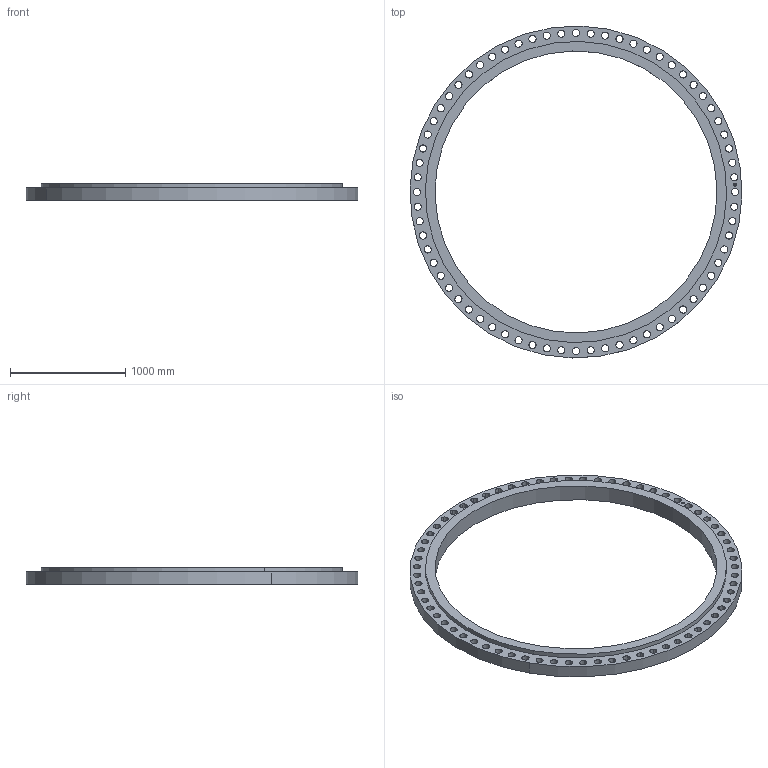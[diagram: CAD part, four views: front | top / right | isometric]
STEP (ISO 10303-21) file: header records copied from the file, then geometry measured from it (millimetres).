
FILE_DESCRIPTION(('3D STEP'),'2;1');
FILE_NAME('96-4E-HUB-FF-AWWA-FLANGE.stp','2013-09-22T23:19:46+00:00',('Texas Flange'),(''),'CATIA Version 5 Release 20 SP 6 (IN-10)','CATIA V5 STEP AP214','800-826-3801');
FILE_SCHEMA(('AUTOMOTIVE_DESIGN { 1 0 10303 214 1 1 1 1 }'));
Length unit declared in the file: inch
Products named in the file (1): 96-4E-HUB-FF-AWWA-FLANGE
Bounding box: 2875.75 x 2875.75 x 146.05 mm (x, y, z)
Volume: 198528542.1 mm3; surface area: 7048512.8 mm2
Topology: 1 solids, 1 shells, 530 faces, 1530 edges, 1020 vertices
Faces by surface type: plane 368, cylinder 162
Entity records: 19448 total; most frequent: ORIENTED_EDGE 3060, CARTESIAN_POINT 2977, DIRECTION 2382, EDGE_CURVE 1530, VECTOR 1206, LINE 1206, VERTEX_POINT 1020, AXIS2_PLACEMENT_3D 751
